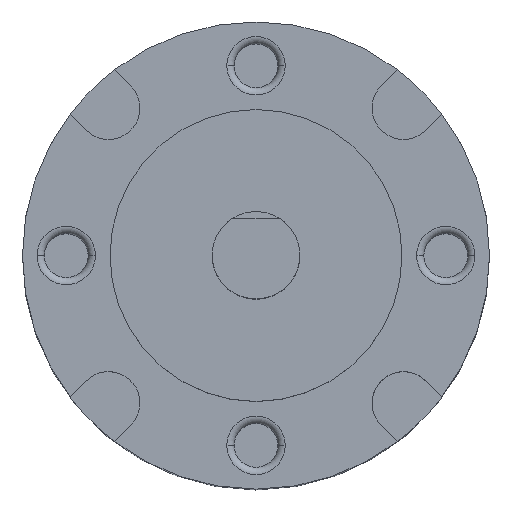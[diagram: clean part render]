
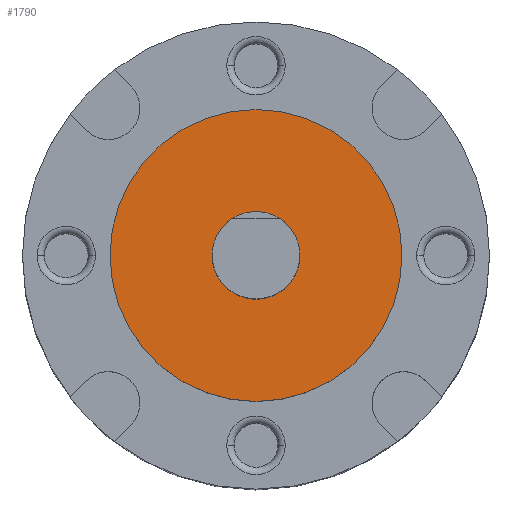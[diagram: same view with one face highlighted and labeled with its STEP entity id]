
A CAD part, top view. The second image highlights one B-rep face of the part: STEP entity #1790.
In plain terms, the highlighted planar face has unit normal (0, 0, 1).
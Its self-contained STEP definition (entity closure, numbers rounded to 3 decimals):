
#61 = CIRCLE ( 'NONE', #1775, 3. ) ;
#67 = EDGE_LOOP ( 'NONE', ( #1327, #1315 ) ) ;
#103 = VERTEX_POINT ( 'NONE', #1181 ) ;
#132 = AXIS2_PLACEMENT_3D ( 'NONE', #1013, #161, #998 ) ;
#153 = ORIENTED_EDGE ( 'NONE', *, *, #1591, .T. ) ;
#161 = DIRECTION ( 'NONE',  ( 0., 0., 1. ) ) ;
#212 = CARTESIAN_POINT ( 'NONE',  ( 0., 0., 14.426 ) ) ;
#345 = AXIS2_PLACEMENT_3D ( 'NONE', #1031, #1411, #1731 ) ;
#374 = CARTESIAN_POINT ( 'NONE',  ( -10., 0., 14.426 ) ) ;
#488 = AXIS2_PLACEMENT_3D ( 'NONE', #1737, #1203, #1899 ) ;
#555 = ORIENTED_EDGE ( 'NONE', *, *, #807, .T. ) ;
#668 = EDGE_LOOP ( 'NONE', ( #153, #555 ) ) ;
#727 = EDGE_CURVE ( 'NONE', #103, #1385, #61, .T. ) ;
#764 = DIRECTION ( 'NONE',  ( -1., 0., 0. ) ) ;
#795 = VERTEX_POINT ( 'NONE', #374 ) ;
#807 = EDGE_CURVE ( 'NONE', #795, #1799, #1077, .T. ) ;
#875 = CARTESIAN_POINT ( 'NONE',  ( 0., 0., 14.426 ) ) ;
#881 = CARTESIAN_POINT ( 'NONE',  ( 10., 0., 14.426 ) ) ;
#954 = CARTESIAN_POINT ( 'NONE',  ( 3., 0., 14.426 ) ) ;
#998 = DIRECTION ( 'NONE',  ( 1., 0., 0. ) ) ;
#1013 = CARTESIAN_POINT ( 'NONE',  ( 0., 0., 14.426 ) ) ;
#1031 = CARTESIAN_POINT ( 'NONE',  ( 0., 0., 14.426 ) ) ;
#1036 = DIRECTION ( 'NONE',  ( 1., 0., 0. ) ) ;
#1077 = CIRCLE ( 'NONE', #345, 10. ) ;
#1110 = CIRCLE ( 'NONE', #488, 3. ) ;
#1181 = CARTESIAN_POINT ( 'NONE',  ( -3., 0., 14.426 ) ) ;
#1203 = DIRECTION ( 'NONE',  ( 0., 0., 1. ) ) ;
#1210 = PLANE ( 'NONE',  #2079 ) ;
#1315 = ORIENTED_EDGE ( 'NONE', *, *, #727, .F. ) ;
#1327 = ORIENTED_EDGE ( 'NONE', *, *, #1772, .F. ) ;
#1385 = VERTEX_POINT ( 'NONE', #954 ) ;
#1411 = DIRECTION ( 'NONE',  ( 0., 0., 1. ) ) ;
#1448 = FACE_OUTER_BOUND ( 'NONE', #668, .T. ) ;
#1519 = DIRECTION ( 'NONE',  ( 0., 0., 1. ) ) ;
#1566 = DIRECTION ( 'NONE',  ( 0., 0., -1. ) ) ;
#1591 = EDGE_CURVE ( 'NONE', #1799, #795, #1849, .T. ) ;
#1731 = DIRECTION ( 'NONE',  ( 1., 0., 0. ) ) ;
#1737 = CARTESIAN_POINT ( 'NONE',  ( 0., 0., 14.426 ) ) ;
#1772 = EDGE_CURVE ( 'NONE', #1385, #103, #1110, .T. ) ;
#1775 = AXIS2_PLACEMENT_3D ( 'NONE', #875, #1519, #1036 ) ;
#1790 = ADVANCED_FACE ( 'NONE', ( #1820, #1448 ), #1210, .F. ) ;
#1799 = VERTEX_POINT ( 'NONE', #881 ) ;
#1820 = FACE_BOUND ( 'NONE', #67, .T. ) ;
#1849 = CIRCLE ( 'NONE', #132, 10. ) ;
#1899 = DIRECTION ( 'NONE',  ( 1., 0., 0. ) ) ;
#2079 = AXIS2_PLACEMENT_3D ( 'NONE', #212, #1566, #764 ) ;
